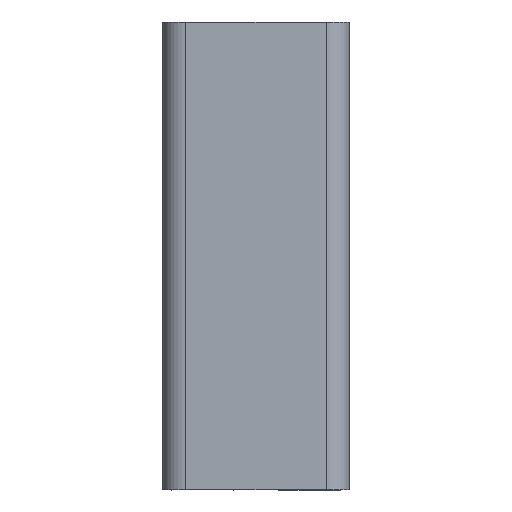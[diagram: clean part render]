
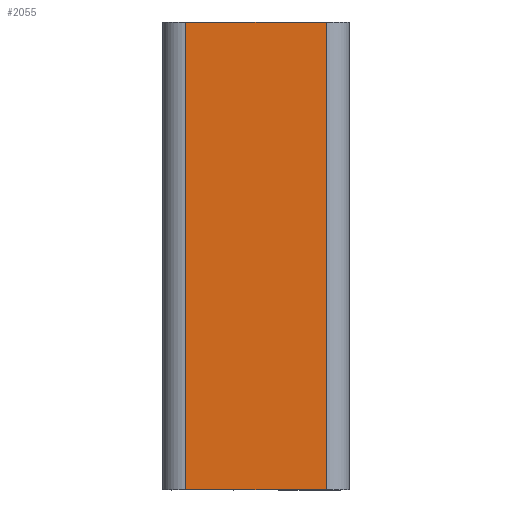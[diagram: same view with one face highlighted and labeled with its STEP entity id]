
A CAD part, top view. The second image highlights one B-rep face of the part: STEP entity #2055.
In plain terms, the highlighted planar face has unit normal (0, 0, 1).
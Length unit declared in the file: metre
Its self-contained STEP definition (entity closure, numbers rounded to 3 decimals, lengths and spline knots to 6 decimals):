
#26=PLANE('',#2200);
#86=FACE_OUTER_BOUND('',#194,.T.);
#194=EDGE_LOOP('',(#1400,#1401,#1402,#1403));
#320=LINE('',#3118,#528);
#321=LINE('',#3122,#529);
#322=LINE('',#3124,#530);
#323=LINE('',#3125,#531);
#528=VECTOR('',#2468,0.1);
#529=VECTOR('',#2473,0.03);
#530=VECTOR('',#2474,0.1);
#531=VECTOR('',#2475,0.03);
#850=VERTEX_POINT('',#3115);
#851=VERTEX_POINT('',#3117);
#852=VERTEX_POINT('',#3121);
#853=VERTEX_POINT('',#3123);
#1071=EDGE_CURVE('',#851,#850,#320,.T.);
#1073=EDGE_CURVE('',#850,#852,#321,.T.);
#1074=EDGE_CURVE('',#853,#852,#322,.T.);
#1075=EDGE_CURVE('',#851,#853,#323,.T.);
#1400=ORIENTED_EDGE('',*,*,#1073,.T.);
#1401=ORIENTED_EDGE('',*,*,#1074,.F.);
#1402=ORIENTED_EDGE('',*,*,#1075,.F.);
#1403=ORIENTED_EDGE('',*,*,#1071,.T.);
#2055=ADVANCED_FACE('',(#86),#26,.F.);
#2200=AXIS2_PLACEMENT_3D('',#3120,#2471,#2472);
#2468=DIRECTION('',(0.,-1.,0.));
#2471=DIRECTION('center_axis',(0.,0.,-1.));
#2472=DIRECTION('ref_axis',(-1.,0.,0.));
#2473=DIRECTION('',(1.,0.,0.));
#2474=DIRECTION('',(0.,-1.,0.));
#2475=DIRECTION('',(1.,0.,0.));
#3115=CARTESIAN_POINT('',(0.050154,0.,0.0466));
#3117=CARTESIAN_POINT('',(0.050154,0.1,0.0466));
#3118=CARTESIAN_POINT('',(0.050154,0.1,0.0466));
#3120=CARTESIAN_POINT('Origin',(0.050154,0.1,0.0466));
#3121=CARTESIAN_POINT('',(0.080154,0.,0.0466));
#3122=CARTESIAN_POINT('',(0.050154,0.,0.0466));
#3123=CARTESIAN_POINT('',(0.080154,0.1,0.0466));
#3124=CARTESIAN_POINT('',(0.080154,0.1,0.0466));
#3125=CARTESIAN_POINT('',(0.050154,0.1,0.0466));
